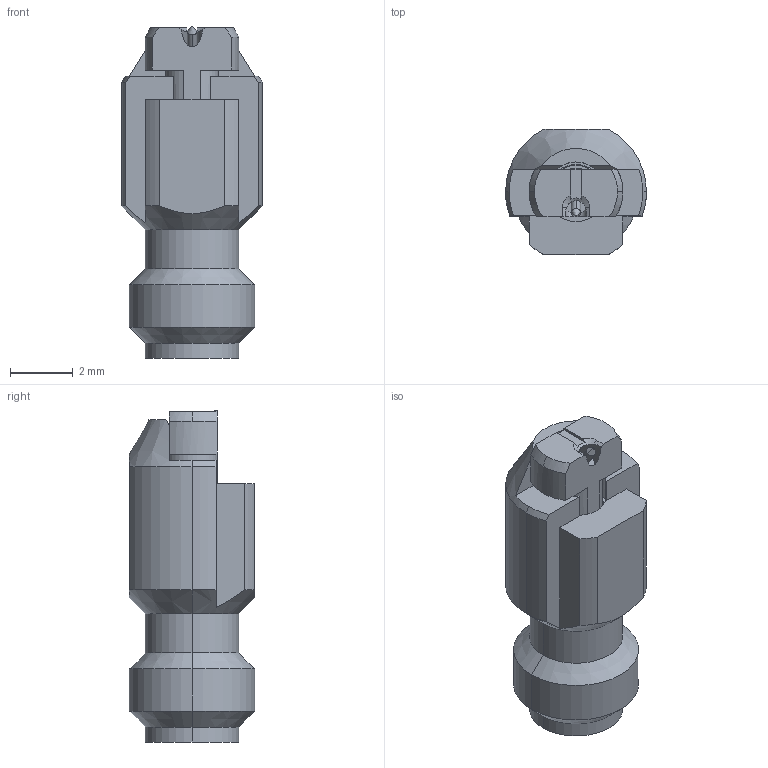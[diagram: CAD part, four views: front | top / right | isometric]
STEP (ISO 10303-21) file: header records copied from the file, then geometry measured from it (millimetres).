
FILE_DESCRIPTION(('STEP AP214'),'1');
FILE_NAME('01K241_40M.step','2020-11-24T07:42:13',(' '),('ANSOFT Corporation'),'Spatial InterOp 3D',' ',' ');
FILE_SCHEMA(('AUTOMOTIVE_DESIGN { 1 0 10303 214 1 1 1 1 }'));
Length unit declared in the file: millimetre
Products named in the file (1): connector_body
Bounding box: 4.5 x 4 x 10.61 mm (x, y, z)
Volume: 112.4 mm3; surface area: 178.5 mm2
Topology: 1 solids, 2 shells, 90 faces, 246 edges, 160 vertices
Faces by surface type: plane 41, cylinder 31, cone 18
Entity records: 3326 total; most frequent: CARTESIAN_POINT 573, DIRECTION 497, ORIENTED_EDGE 492, EDGE_CURVE 246, AXIS2_PLACEMENT_3D 186, VERTEX_POINT 160, LINE 125, VECTOR 125
